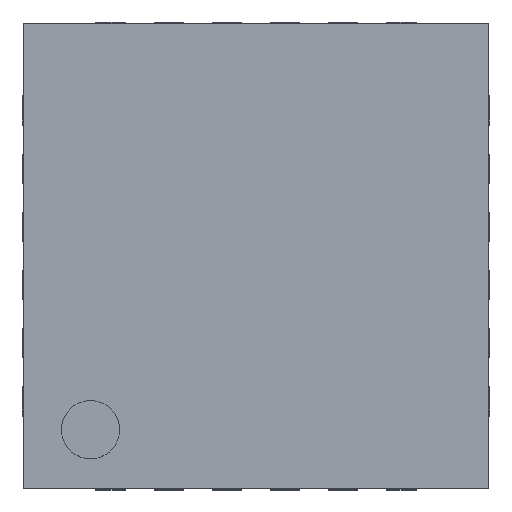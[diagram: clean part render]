
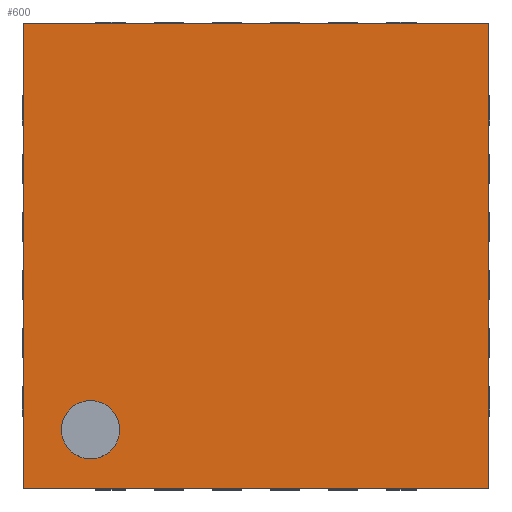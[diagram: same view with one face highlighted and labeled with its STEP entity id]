
A CAD part, top view. The second image highlights one B-rep face of the part: STEP entity #600.
In plain terms, the highlighted planar face has unit normal (0, 0, 1).
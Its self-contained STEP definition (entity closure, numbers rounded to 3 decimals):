
#149=FACE_OUTER_BOUND('',#181,.T.);
#181=EDGE_LOOP('',(#511,#512,#513,#514));
#224=LINE('',#965,#279);
#227=LINE('',#971,#282);
#230=LINE('',#977,#285);
#233=LINE('',#981,#288);
#279=VECTOR('',#772,10.);
#282=VECTOR('',#777,10.);
#285=VECTOR('',#782,10.);
#288=VECTOR('',#787,10.);
#340=VERTEX_POINT('',#962);
#341=VERTEX_POINT('',#964);
#343=VERTEX_POINT('',#970);
#345=VERTEX_POINT('',#976);
#396=EDGE_CURVE('',#341,#340,#224,.T.);
#399=EDGE_CURVE('',#343,#341,#227,.T.);
#402=EDGE_CURVE('',#345,#343,#230,.T.);
#405=EDGE_CURVE('',#340,#345,#233,.T.);
#511=ORIENTED_EDGE('',*,*,#405,.T.);
#512=ORIENTED_EDGE('',*,*,#402,.T.);
#513=ORIENTED_EDGE('',*,*,#399,.T.);
#514=ORIENTED_EDGE('',*,*,#396,.T.);
#569=PLANE('',#648);
#600=ADVANCED_FACE('',(#149),#569,.T.);
#648=AXIS2_PLACEMENT_3D('',#982,#788,#789);
#772=DIRECTION('',(0.,1.,0.));
#777=DIRECTION('',(1.,0.,0.));
#782=DIRECTION('',(0.,-1.,0.));
#787=DIRECTION('',(-1.,0.,0.));
#788=DIRECTION('center_axis',(0.,0.,1.));
#789=DIRECTION('ref_axis',(1.,0.,0.));
#962=CARTESIAN_POINT('',(2.,2.,0.7));
#964=CARTESIAN_POINT('',(2.,-2.,0.7));
#965=CARTESIAN_POINT('',(2.,2.,0.7));
#970=CARTESIAN_POINT('',(-2.,-2.,0.7));
#971=CARTESIAN_POINT('',(2.,-2.,0.7));
#976=CARTESIAN_POINT('',(-2.,2.,0.7));
#977=CARTESIAN_POINT('',(-2.,-2.,0.7));
#981=CARTESIAN_POINT('',(-2.,2.,0.7));
#982=CARTESIAN_POINT('Origin',(0.,0.,0.7));
